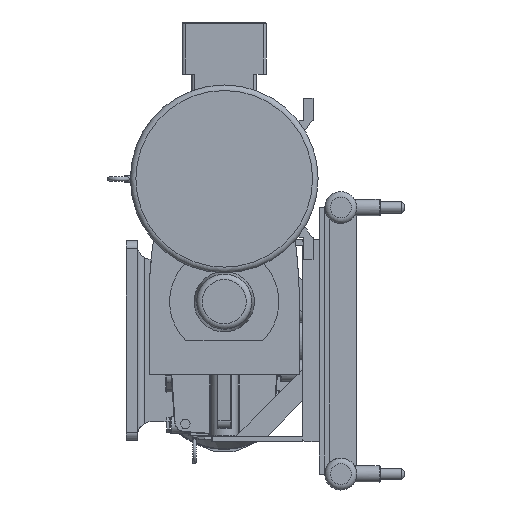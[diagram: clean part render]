
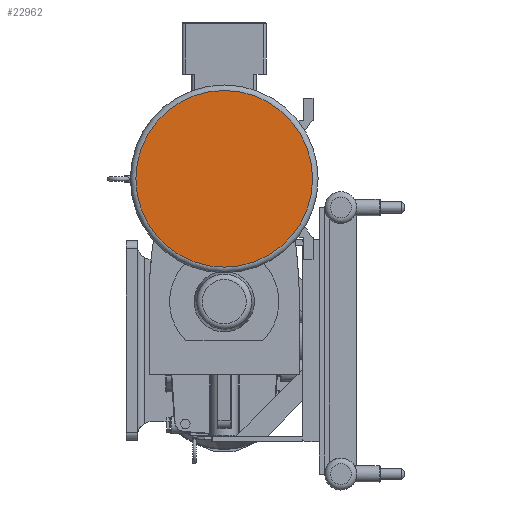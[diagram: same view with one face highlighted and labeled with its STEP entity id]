
A CAD part, left-side view. The second image highlights one B-rep face of the part: STEP entity #22962.
In plain terms, the highlighted planar face has unit normal (-1, 0, 0).
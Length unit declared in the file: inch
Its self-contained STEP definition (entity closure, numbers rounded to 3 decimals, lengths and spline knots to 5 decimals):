
#1017=CIRCLE('',#24592,7.955);
#1018=CIRCLE('',#24593,7.955);
#2172=PLANE('',#24595);
#3033=FACE_OUTER_BOUND('',#4347,.T.);
#4347=EDGE_LOOP('',(#17625,#17626));
#10329=VERTEX_POINT('',#36322);
#10330=VERTEX_POINT('',#36324);
#13030=EDGE_CURVE('',#10329,#10330,#1017,.T.);
#13031=EDGE_CURVE('',#10330,#10329,#1018,.T.);
#17625=ORIENTED_EDGE('',*,*,#13031,.F.);
#17626=ORIENTED_EDGE('',*,*,#13030,.F.);
#22962=ADVANCED_FACE('',(#3033),#2172,.T.);
#24592=AXIS2_PLACEMENT_3D('',#36325,#28512,#28513);
#24593=AXIS2_PLACEMENT_3D('',#36326,#28514,#28515);
#24595=AXIS2_PLACEMENT_3D('',#36328,#28518,#28519);
#28512=DIRECTION('center_axis',(1.,0.,0.));
#28513=DIRECTION('ref_axis',(0.,0.,
1.));
#28514=DIRECTION('center_axis',(1.,0.,0.));
#28515=DIRECTION('ref_axis',(0.,0.,
1.));
#28518=DIRECTION('center_axis',(-1.,0.,0.));
#28519=DIRECTION('ref_axis',(0.,1.,0.));
#36322=CARTESIAN_POINT('',(-69.603,7.955,14.563));
#36324=CARTESIAN_POINT('',(-69.603,0.,6.608));
#36325=CARTESIAN_POINT('Origin',(-69.603,0.,14.563));
#36326=CARTESIAN_POINT('Origin',(-69.603,0.,14.563));
#36328=CARTESIAN_POINT('Origin',(-69.603,0.,6.108));
